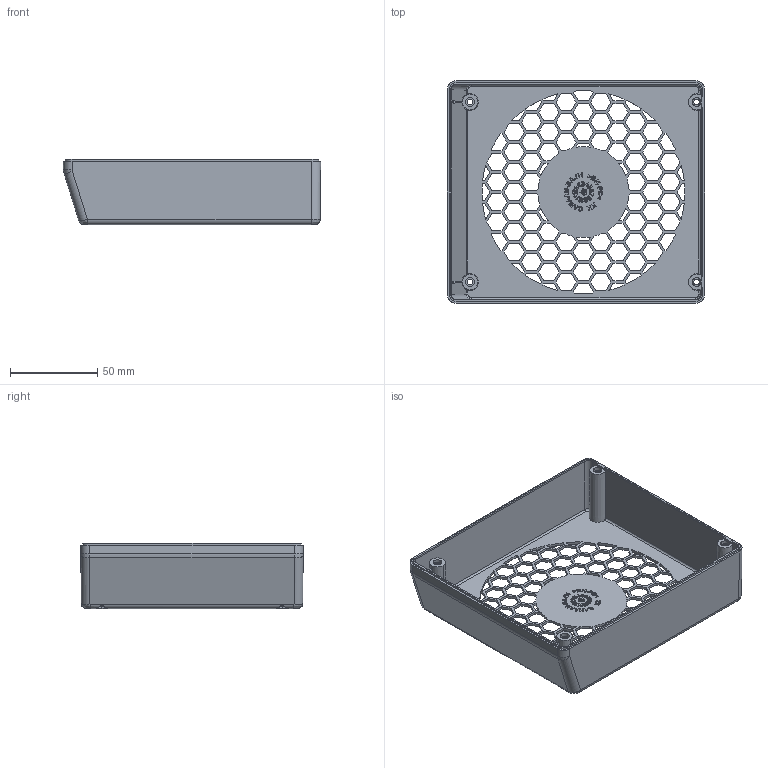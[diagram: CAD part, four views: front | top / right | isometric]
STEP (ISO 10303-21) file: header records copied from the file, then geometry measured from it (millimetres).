
FILE_DESCRIPTION((''),'2;1');
FILE_NAME('BAH0302V1_0','2017-12-18T',('bin'),(''),'CREO PARAMETRIC BY PTC INC, 2014350','CREO PARAMETRIC BY PTC INC, 2014350','');
FILE_SCHEMA(('CONFIG_CONTROL_DESIGN'));
Products named in the file (1): BAH0302V1_0
Bounding box: 147.1 x 127.2 x 37.3 mm (x, y, z)
Volume: 59870.5 mm3; surface area: 70049.7 mm2
Topology: 1 solids, 1 shells, 1368 faces, 3910 edges, 2570 vertices
Faces by surface type: plane 905, bspline 313, cylinder 134, cone 10, torus 6
Entity records: 55459 total; most frequent: CARTESIAN_POINT 21405, ORIENTED_EDGE 7820, DIRECTION 5632, EDGE_CURVE 3910, VECTOR 2836, LINE 2836, VERTEX_POINT 2570, EDGE_LOOP 1594
